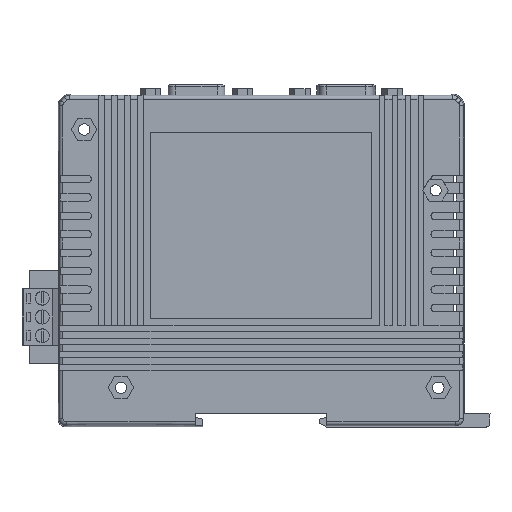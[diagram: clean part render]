
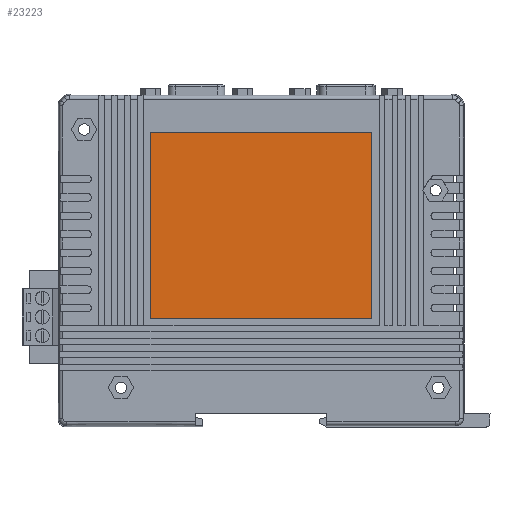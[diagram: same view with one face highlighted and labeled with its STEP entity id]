
A CAD part, left-side view. The second image highlights one B-rep face of the part: STEP entity #23223.
In plain terms, the highlighted face is planar.
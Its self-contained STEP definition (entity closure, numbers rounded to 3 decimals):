
#2010 = DIRECTION ( 'NONE',  ( 0., 1., 0. ) ) ;
#2826 = DIRECTION ( 'NONE',  ( 0., 0., -1. ) ) ;
#3952 = LINE ( 'NONE', #15083, #13969 ) ;
#4175 = CARTESIAN_POINT ( 'NONE',  ( -89.392, -16.894, -19.971 ) ) ;
#6060 = AXIS2_PLACEMENT_3D ( 'NONE', #35950, #2010, #31832 ) ;
#6328 = CARTESIAN_POINT ( 'NONE',  ( -29.392, -16.894, -19.971 ) ) ;
#9263 = ORIENTED_EDGE ( 'NONE', *, *, #16802, .T. ) ;
#10555 = CARTESIAN_POINT ( 'NONE',  ( -29.392, -16.894, -19.971 ) ) ;
#11402 = CARTESIAN_POINT ( 'NONE',  ( -89.392, -16.894, -19.971 ) ) ;
#11847 = EDGE_CURVE ( 'NONE', #34135, #49434, #3952, .T. ) ;
#12674 = LINE ( 'NONE', #10555, #33999 ) ;
#13969 = VECTOR ( 'NONE', #49163, 1000. ) ;
#14648 = EDGE_CURVE ( 'NONE', #35361, #49434, #23335, .T. ) ;
#15083 = CARTESIAN_POINT ( 'NONE',  ( -29.392, -16.894, -70.429 ) ) ;
#16802 = EDGE_CURVE ( 'NONE', #31494, #34135, #46497, .T. ) ;
#18179 = FACE_OUTER_BOUND ( 'NONE', #53539, .T. ) ;
#21647 = CARTESIAN_POINT ( 'NONE',  ( -29.392, -16.894, -70.429 ) ) ;
#23223 = ADVANCED_FACE ( 'NONE', ( #18179 ), #27583, .T. ) ;
#23335 = LINE ( 'NONE', #11402, #44656 ) ;
#27583 = PLANE ( 'NONE',  #6060 ) ;
#30568 = ORIENTED_EDGE ( 'NONE', *, *, #11847, .T. ) ;
#31494 = VERTEX_POINT ( 'NONE', #43192 ) ;
#31832 = DIRECTION ( 'NONE',  ( 0., 0., 1. ) ) ;
#32114 = ORIENTED_EDGE ( 'NONE', *, *, #14648, .F. ) ;
#33999 = VECTOR ( 'NONE', #48920, 1000. ) ;
#34135 = VERTEX_POINT ( 'NONE', #21647 ) ;
#35171 = VECTOR ( 'NONE', #53252, 1000. ) ;
#35361 = VERTEX_POINT ( 'NONE', #4175 ) ;
#35950 = CARTESIAN_POINT ( 'NONE',  ( -29.392, -16.894, -70.429 ) ) ;
#40091 = EDGE_CURVE ( 'NONE', #31494, #35361, #12674, .T. ) ;
#40455 = ORIENTED_EDGE ( 'NONE', *, *, #40091, .F. ) ;
#43192 = CARTESIAN_POINT ( 'NONE',  ( -29.392, -16.894, -19.971 ) ) ;
#44656 = VECTOR ( 'NONE', #2826, 1000. ) ;
#45871 = CARTESIAN_POINT ( 'NONE',  ( -89.392, -16.894, -70.429 ) ) ;
#46497 = LINE ( 'NONE', #6328, #35171 ) ;
#48920 = DIRECTION ( 'NONE',  ( -1., 0., 0. ) ) ;
#49163 = DIRECTION ( 'NONE',  ( -1., 0., 0. ) ) ;
#49434 = VERTEX_POINT ( 'NONE', #45871 ) ;
#53252 = DIRECTION ( 'NONE',  ( 0., 0., -1. ) ) ;
#53539 = EDGE_LOOP ( 'NONE', ( #9263, #30568, #32114, #40455 ) ) ;
